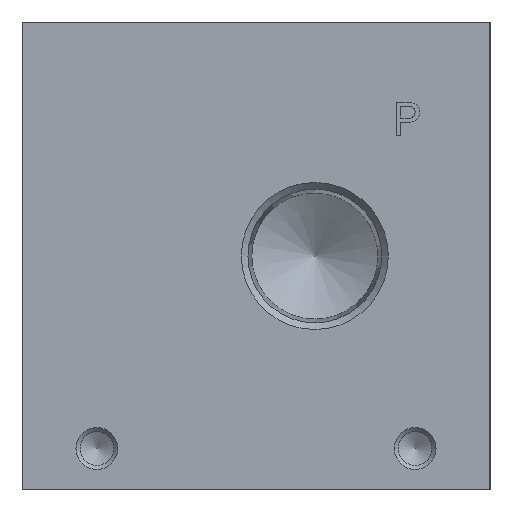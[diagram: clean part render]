
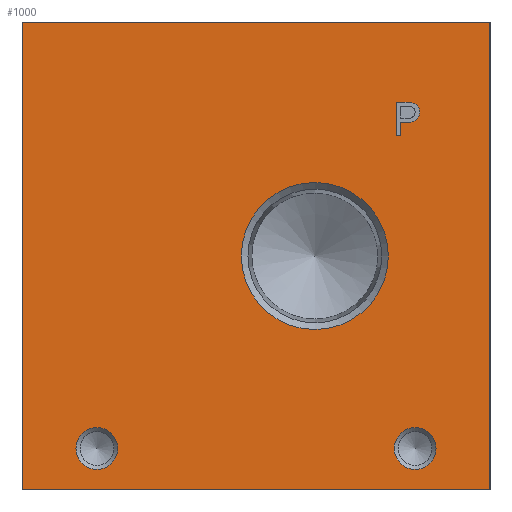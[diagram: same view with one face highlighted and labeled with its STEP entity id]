
A CAD part, left-side view. The second image highlights one B-rep face of the part: STEP entity #1000.
In plain terms, the highlighted planar face has unit normal (-1, 0, 0).
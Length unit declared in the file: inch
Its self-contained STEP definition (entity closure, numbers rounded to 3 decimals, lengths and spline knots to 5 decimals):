
#1000 = ADVANCED_FACE( '', ( #2272, #2273, #2274, #2275, #2276 ), #2277, .F. );
#2272 = FACE_BOUND( '', #3687, .T. );
#2273 = FACE_BOUND( '', #3688, .T. );
#2274 = FACE_BOUND( '', #3689, .T. );
#2275 = FACE_BOUND( '', #3690, .T. );
#2276 = FACE_OUTER_BOUND( '', #3691, .T. );
#2277 = PLANE( '', #3692 );
#3687 = EDGE_LOOP( '', ( #6475, #6476, #6477, #6478, #6479, #6480 ) );
#3688 = EDGE_LOOP( '', ( #6481 ) );
#3689 = EDGE_LOOP( '', ( #6482 ) );
#3690 = EDGE_LOOP( '', ( #6483 ) );
#3691 = EDGE_LOOP( '', ( #6484, #6485, #6486, #6487 ) );
#3692 = AXIS2_PLACEMENT_3D( '', #6488, #6489, #6490 );
#6475 = ORIENTED_EDGE( '', *, *, #8226, .F. );
#6476 = ORIENTED_EDGE( '', *, *, #7606, .F. );
#6477 = ORIENTED_EDGE( '', *, *, #8548, .F. );
#6478 = ORIENTED_EDGE( '', *, *, #8549, .F. );
#6479 = ORIENTED_EDGE( '', *, *, #8550, .F. );
#6480 = ORIENTED_EDGE( '', *, *, #7614, .F. );
#6481 = ORIENTED_EDGE( '', *, *, #8446, .T. );
#6482 = ORIENTED_EDGE( '', *, *, #7472, .T. );
#6483 = ORIENTED_EDGE( '', *, *, #8413, .T. );
#6484 = ORIENTED_EDGE( '', *, *, #8551, .F. );
#6485 = ORIENTED_EDGE( '', *, *, #8552, .F. );
#6486 = ORIENTED_EDGE( '', *, *, #7840, .F. );
#6487 = ORIENTED_EDGE( '', *, *, #8524, .F. );
#6488 = CARTESIAN_POINT( '', ( 0., 0., 0. ) );
#6489 = DIRECTION( '', ( 1., 0., 0. ) );
#6490 = DIRECTION( '', ( 0., 0., -1. ) );
#7472 = EDGE_CURVE( '', #8778, #8778, #8779, .T. );
#7606 = EDGE_CURVE( '', #9016, #9017, #9018, .T. );
#7614 = EDGE_CURVE( '', #9030, #9031, #9032, .T. );
#7840 = EDGE_CURVE( '', #9430, #9431, #9432, .T. );
#8226 = EDGE_CURVE( '', #9017, #9030, #9992, .T. );
#8413 = EDGE_CURVE( '', #10241, #10241, #10242, .T. );
#8446 = EDGE_CURVE( '', #10287, #10287, #10288, .T. );
#8524 = EDGE_CURVE( '', #10390, #9430, #10391, .T. );
#8548 = EDGE_CURVE( '', #10418, #9016, #10419, .T. );
#8549 = EDGE_CURVE( '', #10420, #10418, #10421, .T. );
#8550 = EDGE_CURVE( '', #9031, #10420, #10422, .T. );
#8551 = EDGE_CURVE( '', #10423, #10390, #10424, .T. );
#8552 = EDGE_CURVE( '', #9431, #10423, #10425, .T. );
#8778 = VERTEX_POINT( '', #10667 );
#8779 = CIRCLE( '', #10668, 0.15625 );
#9016 = VERTEX_POINT( '', #10978 );
#9017 = VERTEX_POINT( '', #10979 );
#9018 = LINE( '', #10980, #10981 );
#9030 = VERTEX_POINT( '', #10996 );
#9031 = VERTEX_POINT( '', #10997 );
#9032 = LINE( '', #10998, #10999 );
#9430 = VERTEX_POINT( '', #11535 );
#9431 = VERTEX_POINT( '', #11536 );
#9432 = LINE( '', #11537, #11538 );
#9992 = LINE( '', #12294, #12295 );
#10241 = VERTEX_POINT( '', #12631 );
#10242 = CIRCLE( '', #12632, 0.54977 );
#10287 = VERTEX_POINT( '', #12691 );
#10288 = CIRCLE( '', #12692, 0.15625 );
#10390 = VERTEX_POINT( '', #12815 );
#10391 = LINE( '', #12816, #12817 );
#10418 = VERTEX_POINT( '', #12852 );
#10419 = LINE( '', #12853, #12854 );
#10420 = VERTEX_POINT( '', #12855 );
#10421 = LINE( '', #12856, #12857 );
#10422 = CIRCLE( '', #12858, 0.07363 );
#10423 = VERTEX_POINT( '', #12859 );
#10424 = LINE( '', #12860, #12861 );
#10425 = LINE( '', #12862, #12863 );
#10667 = CARTESIAN_POINT( '', ( 0., 2.94, 0.15375 ) );
#10668 = AXIS2_PLACEMENT_3D( '', #13147, #13148, #13149 );
#10978 = CARTESIAN_POINT( '', ( 0., 0.7, 2.65152 ) );
#10979 = CARTESIAN_POINT( '', ( 0., 0.66709, 2.65152 ) );
#10980 = CARTESIAN_POINT( '', ( 0., 0.7, 2.65152 ) );
#10981 = VECTOR( '', #13325, 39.37008 );
#10996 = CARTESIAN_POINT( '', ( 0., 0.66709, 2.75178 ) );
#10997 = CARTESIAN_POINT( '', ( 0., 0.59214, 2.75203 ) );
#10998 = CARTESIAN_POINT( '', ( 0., 0.66709, 2.75178 ) );
#10999 = VECTOR( '', #13335, 39.37008 );
#11535 = CARTESIAN_POINT( '', ( 0., 0., 3.5 ) );
#11536 = CARTESIAN_POINT( '', ( 0., 0., 0. ) );
#11537 = CARTESIAN_POINT( '', ( 0., 0., 3.5 ) );
#11538 = VECTOR( '', #13663, 39.37008 );
#12294 = CARTESIAN_POINT( '', ( 0., 0.66709, 2.65152 ) );
#12295 = VECTOR( '', #14064, 39.37008 );
#12631 = CARTESIAN_POINT( '', ( 0., 1.31, 1.20023 ) );
#12632 = AXIS2_PLACEMENT_3D( '', #14239, #14240, #14241 );
#12691 = CARTESIAN_POINT( '', ( 0., 0.56, 0.15375 ) );
#12692 = AXIS2_PLACEMENT_3D( '', #14277, #14278, #14279 );
#12815 = CARTESIAN_POINT( '', ( 0., 3.5, 3.5 ) );
#12816 = CARTESIAN_POINT( '', ( 0., 3.5, 3.5 ) );
#12817 = VECTOR( '', #14361, 39.37008 );
#12852 = CARTESIAN_POINT( '', ( 0., 0.7, 2.89887 ) );
#12853 = CARTESIAN_POINT( '', ( 0., 0.7, 2.89887 ) );
#12854 = VECTOR( '', #14376, 39.37008 );
#12855 = CARTESIAN_POINT( '', ( 0., 0.59594, 2.89887 ) );
#12856 = CARTESIAN_POINT( '', ( 0., 0.59594, 2.89887 ) );
#12857 = VECTOR( '', #14377, 39.37008 );
#12858 = AXIS2_PLACEMENT_3D( '', #14378, #14379, #14380 );
#12859 = CARTESIAN_POINT( '', ( 0., 3.5, 0. ) );
#12860 = CARTESIAN_POINT( '', ( 0., 3.5, 0. ) );
#12861 = VECTOR( '', #14381, 39.37008 );
#12862 = CARTESIAN_POINT( '', ( 0., 0., 0. ) );
#12863 = VECTOR( '', #14382, 39.37008 );
#13147 = CARTESIAN_POINT( '', ( 0., 2.94, 0.31 ) );
#13148 = DIRECTION( '', ( 1., 0., 0. ) );
#13149 = DIRECTION( '', ( 0., 0., -1. ) );
#13325 = DIRECTION( '', ( 0., -1., 0. ) );
#13335 = DIRECTION( '', ( 0., -1., 0.003 ) );
#13663 = DIRECTION( '', ( 0., 0., -1. ) );
#14064 = DIRECTION( '', ( 0., 0., 1. ) );
#14239 = CARTESIAN_POINT( '', ( 0., 1.31, 1.75 ) );
#14240 = DIRECTION( '', ( 1., 0., 0. ) );
#14241 = DIRECTION( '', ( 0., 0., -1. ) );
#14277 = CARTESIAN_POINT( '', ( 0., 0.56, 0.31 ) );
#14278 = DIRECTION( '', ( 1., 0., 0. ) );
#14279 = DIRECTION( '', ( 0., 0., -1. ) );
#14361 = DIRECTION( '', ( 0., -1., 0. ) );
#14376 = DIRECTION( '', ( 0., 0., -1. ) );
#14377 = DIRECTION( '', ( 0., 1., 0. ) );
#14378 = CARTESIAN_POINT( '', ( 0., 0.59921, 2.82532 ) );
#14379 = DIRECTION( '', ( -1., 0., 0. ) );
#14380 = DIRECTION( '', ( 0., 0., 1. ) );
#14381 = DIRECTION( '', ( 0., 0., 1. ) );
#14382 = DIRECTION( '', ( 0., 1., 0. ) );
